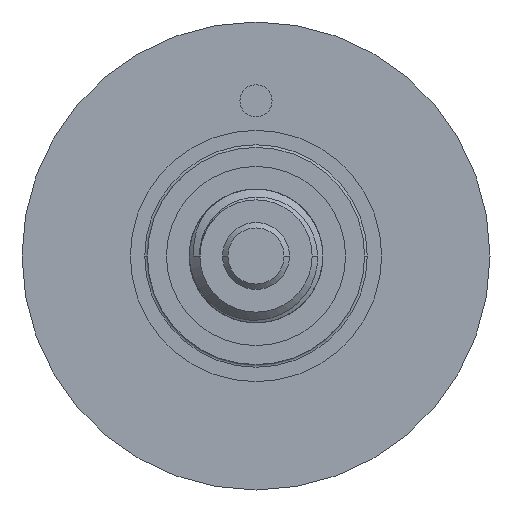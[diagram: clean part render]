
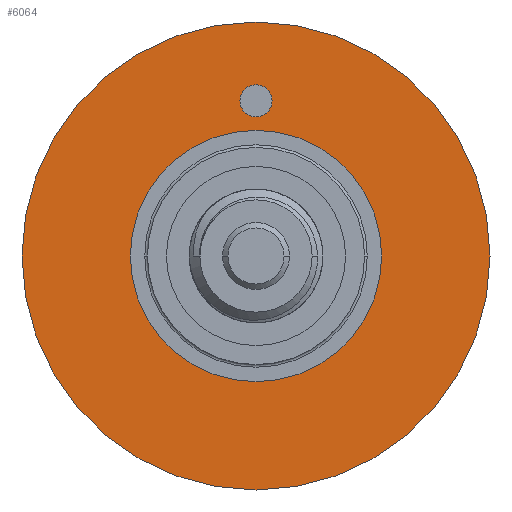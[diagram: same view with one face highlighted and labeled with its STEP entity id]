
A CAD part, front view. The second image highlights one B-rep face of the part: STEP entity #6064.
In plain terms, the highlighted planar face has unit normal (0, -1, 0).
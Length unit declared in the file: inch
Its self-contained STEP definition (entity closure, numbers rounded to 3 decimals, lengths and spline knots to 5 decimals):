
#1=CARTESIAN_POINT('',(0.,0.,0.29));
#2=DIRECTION('',(0.,-1.,0.));
#3=DIRECTION('',(-1.,0.,0.));
#4=AXIS2_PLACEMENT_3D('',#1,#2,#3);
#6=CARTESIAN_POINT('',(0.,0.,0.29));
#7=DIRECTION('',(0.,-1.,0.));
#8=DIRECTION('',(1.,0.,0.));
#9=AXIS2_PLACEMENT_3D('',#6,#7,#8);
#20=CARTESIAN_POINT('',(0.,0.,0.));
#21=DIRECTION('',(0.,-1.,0.));
#22=DIRECTION('',(1.,0.,0.));
#23=AXIS2_PLACEMENT_3D('',#20,#21,#22);
#34=CARTESIAN_POINT('',(0.,0.,0.));
#35=DIRECTION('',(0.,1.,0.));
#36=DIRECTION('',(1.,0.,0.));
#37=AXIS2_PLACEMENT_3D('',#34,#35,#36);
#359=CARTESIAN_POINT('',(0.,0.,0.));
#360=DIRECTION('',(0.,-1.,0.));
#361=DIRECTION('',(-1.,0.,0.));
#362=AXIS2_PLACEMENT_3D('',#359,#360,#361);
#364=CARTESIAN_POINT('',(0.,0.,0.));
#365=DIRECTION('',(0.,1.,0.));
#366=DIRECTION('',(-1.,0.,0.));
#367=AXIS2_PLACEMENT_3D('',#364,#365,#366);
#5832=CARTESIAN_POINT('',(0.4375,0.,0.));
#5833=CARTESIAN_POINT('',(-0.4375,0.,0.));
#5834=VERTEX_POINT('',#5832);
#5835=VERTEX_POINT('',#5833);
#5840=CARTESIAN_POINT('',(-0.03,0.,0.29));
#5841=CARTESIAN_POINT('',(0.03,0.,0.29));
#5842=VERTEX_POINT('',#5840);
#5843=VERTEX_POINT('',#5841);
#5848=CARTESIAN_POINT('',(-0.235,0.,0.));
#5850=VERTEX_POINT('',#5848);
#5856=CARTESIAN_POINT('',(0.235,0.,0.));
#5858=VERTEX_POINT('',#5856);
#6041=CARTESIAN_POINT('',(0.,0.,0.));
#6042=DIRECTION('',(0.,1.,0.));
#6043=DIRECTION('',(1.,0.,0.));
#6044=AXIS2_PLACEMENT_3D('',#6041,#6042,#6043);
#6045=PLANE('',#6044);
#6047=ORIENTED_EDGE('',*,*,#6046,.F.);
#6049=ORIENTED_EDGE('',*,*,#6048,.T.);
#6050=EDGE_LOOP('',(#6047,#6049));
#6051=FACE_OUTER_BOUND('',#6050,.F.);
#6053=ORIENTED_EDGE('',*,*,#6052,.T.);
#6055=ORIENTED_EDGE('',*,*,#6054,.F.);
#6056=EDGE_LOOP('',(#6053,#6055));
#6057=FACE_BOUND('',#6056,.F.);
#6059=ORIENTED_EDGE('',*,*,#6058,.T.);
#6061=ORIENTED_EDGE('',*,*,#6060,.T.);
#6062=EDGE_LOOP('',(#6059,#6061));
#6063=FACE_BOUND('',#6062,.F.);
#6064=ADVANCED_FACE('',(#6051,#6057,#6063),#6045,.F.);
#5=CIRCLE('',#4,0.03);
#10=CIRCLE('',#9,0.03);
#24=CIRCLE('',#23,0.4375);
#38=CIRCLE('',#37,0.4375);
#363=CIRCLE('',#362,0.235);
#368=CIRCLE('',#367,0.235);
#6046=EDGE_CURVE('',#5834,#5835,#24,.T.);
#6048=EDGE_CURVE('',#5834,#5835,#38,.T.);
#6052=EDGE_CURVE('',#5850,#5858,#363,.T.);
#6054=EDGE_CURVE('',#5850,#5858,#368,.T.);
#6058=EDGE_CURVE('',#5842,#5843,#5,.T.);
#6060=EDGE_CURVE('',#5843,#5842,#10,.T.);
